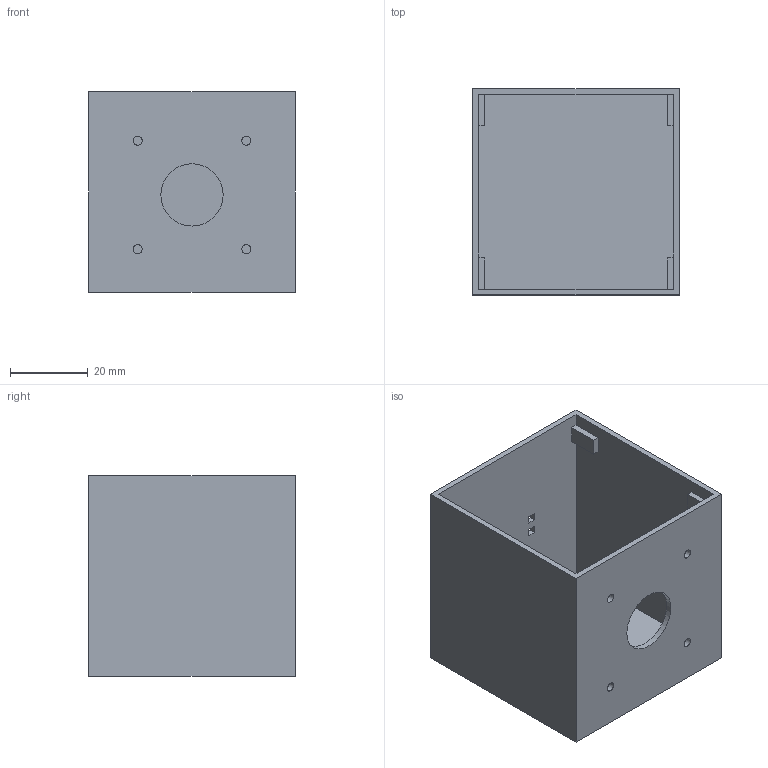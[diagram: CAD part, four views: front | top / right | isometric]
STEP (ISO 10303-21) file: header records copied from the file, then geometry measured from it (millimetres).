
FILE_DESCRIPTION(/* description */ (''),/* implementation_level */ '2;1');
FILE_NAME(/* name */ 'Camera holder v5.step',/* time_stamp */ '2018-03-21T09:51:48-04:00',/* author */ ('garg46'),/* organization */ (''),/* preprocessor_version */ 'ST-DEVELOPER v16.13',/* originating_system */ 'Autodesk Translation Framework v6.5.0.72',/* authorisation */ '');
FILE_SCHEMA (('AUTOMOTIVE_DESIGN { 1 0 10303 214 3 1 1 }'));
Length unit declared in the file: millimetre
Products named in the file (1): Camera holder
Bounding box: 53 x 53 x 51.5 mm (x, y, z)
Volume: 19522.7 mm3; surface area: 26331.4 mm2
Topology: 1 solids, 1 shells, 48 faces, 135 edges, 90 vertices
Faces by surface type: plane 43, cylinder 5
Full cylindrical faces by diameter (mm): 2.3 x4, 16 x1
Entity records: 1598 total; most frequent: CARTESIAN_POINT 274, ORIENTED_EDGE 270, DIRECTION 243, EDGE_CURVE 135, LINE 125, VECTOR 125, VERTEX_POINT 90, EDGE_LOOP 67
